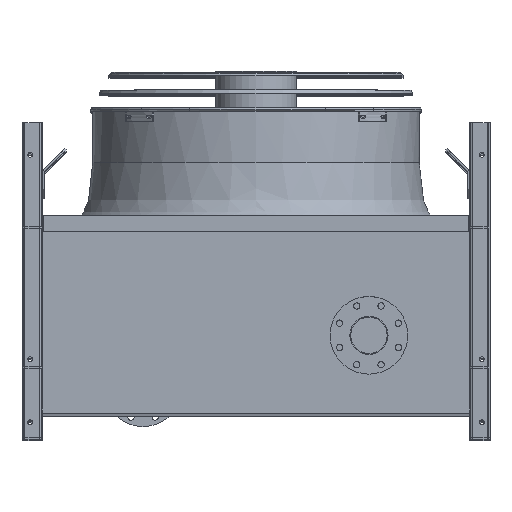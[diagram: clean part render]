
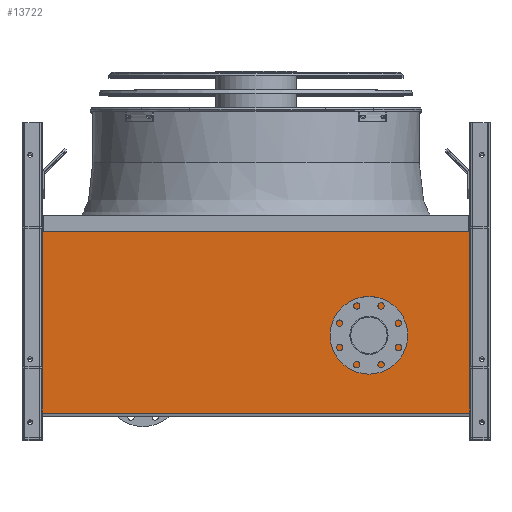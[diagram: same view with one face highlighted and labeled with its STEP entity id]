
A CAD part, top view. The second image highlights one B-rep face of the part: STEP entity #13722.
In plain terms, the highlighted planar face has unit normal (0, 0, 1).
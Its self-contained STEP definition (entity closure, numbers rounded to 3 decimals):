
#958 = CARTESIAN_POINT ( 'NONE',  ( 0., 0., 240. ) ) ;
#971 = DIRECTION ( 'NONE',  ( 0., -1., 0. ) ) ;
#2257 = AXIS2_PLACEMENT_3D ( 'NONE', #958, #17445, #14378 ) ;
#2515 = VECTOR ( 'NONE', #971, 1000. ) ;
#2611 = CARTESIAN_POINT ( 'NONE',  ( -605., 515., 240. ) ) ;
#3208 = FACE_OUTER_BOUND ( 'NONE', #9963, .T. ) ;
#4215 = DIRECTION ( 'NONE',  ( 0., 1., 0. ) ) ;
#4300 = CARTESIAN_POINT ( 'NONE',  ( 605., 0., 240. ) ) ;
#4353 = VERTEX_POINT ( 'NONE', #4742 ) ;
#4742 = CARTESIAN_POINT ( 'NONE',  ( -605., 0., 240. ) ) ;
#4806 = ORIENTED_EDGE ( 'NONE', *, *, #17753, .T. ) ;
#5754 = DIRECTION ( 'NONE',  ( 1., 0., 0. ) ) ;
#6787 = CARTESIAN_POINT ( 'NONE',  ( 374., 220., 240. ) ) ;
#7656 = VERTEX_POINT ( 'NONE', #6787 ) ;
#8259 = EDGE_LOOP ( 'NONE', ( #20885 ) ) ;
#8382 = LINE ( 'NONE', #12748, #21605 ) ;
#8410 = FACE_BOUND ( 'NONE', #8259, .T. ) ;
#8620 = CARTESIAN_POINT ( 'NONE',  ( 605., 515., 240. ) ) ;
#9933 = DIRECTION ( 'NONE',  ( 1., 0., 0. ) ) ;
#9963 = EDGE_LOOP ( 'NONE', ( #15946, #22330, #4806, #17807 ) ) ;
#10899 = VECTOR ( 'NONE', #19163, 1000. ) ;
#12116 = CARTESIAN_POINT ( 'NONE',  ( 605., 0., 240. ) ) ;
#12587 = LINE ( 'NONE', #2611, #2515 ) ;
#12748 = CARTESIAN_POINT ( 'NONE',  ( -605., 0., 240. ) ) ;
#12795 = VERTEX_POINT ( 'NONE', #12116 ) ;
#13207 = CARTESIAN_POINT ( 'NONE',  ( 320., 220., 240. ) ) ;
#13722 = ADVANCED_FACE ( 'NONE', ( #3208, #8410 ), #16036, .T. ) ;
#14378 = DIRECTION ( 'NONE',  ( 1., 0., 0. ) ) ;
#15912 = CARTESIAN_POINT ( 'NONE',  ( -605., 515., 240. ) ) ;
#15946 = ORIENTED_EDGE ( 'NONE', *, *, #17689, .T. ) ;
#16036 = PLANE ( 'NONE',  #2257 ) ;
#16213 = VECTOR ( 'NONE', #4215, 1000. ) ;
#17126 = VERTEX_POINT ( 'NONE', #15912 ) ;
#17400 = VERTEX_POINT ( 'NONE', #8620 ) ;
#17445 = DIRECTION ( 'NONE',  ( 0., 0., 1. ) ) ;
#17660 = EDGE_CURVE ( 'NONE', #4353, #12795, #8382, .T. ) ;
#17689 = EDGE_CURVE ( 'NONE', #17126, #4353, #12587, .T. ) ;
#17753 = EDGE_CURVE ( 'NONE', #12795, #17400, #21102, .T. ) ;
#17807 = ORIENTED_EDGE ( 'NONE', *, *, #17820, .T. ) ;
#17820 = EDGE_CURVE ( 'NONE', #17400, #17126, #20104, .T. ) ;
#17853 = EDGE_CURVE ( 'NONE', #7656, #7656, #19568, .T. ) ;
#19163 = DIRECTION ( 'NONE',  ( -1., 0., 0. ) ) ;
#19326 = DIRECTION ( 'NONE',  ( 0., 0., 1. ) ) ;
#19568 = CIRCLE ( 'NONE', #20996, 54. ) ;
#20104 = LINE ( 'NONE', #23207, #10899 ) ;
#20885 = ORIENTED_EDGE ( 'NONE', *, *, #17853, .F. ) ;
#20996 = AXIS2_PLACEMENT_3D ( 'NONE', #13207, #19326, #9933 ) ;
#21102 = LINE ( 'NONE', #4300, #16213 ) ;
#21605 = VECTOR ( 'NONE', #5754, 1000. ) ;
#22330 = ORIENTED_EDGE ( 'NONE', *, *, #17660, .T. ) ;
#23207 = CARTESIAN_POINT ( 'NONE',  ( 605., 515., 240. ) ) ;
